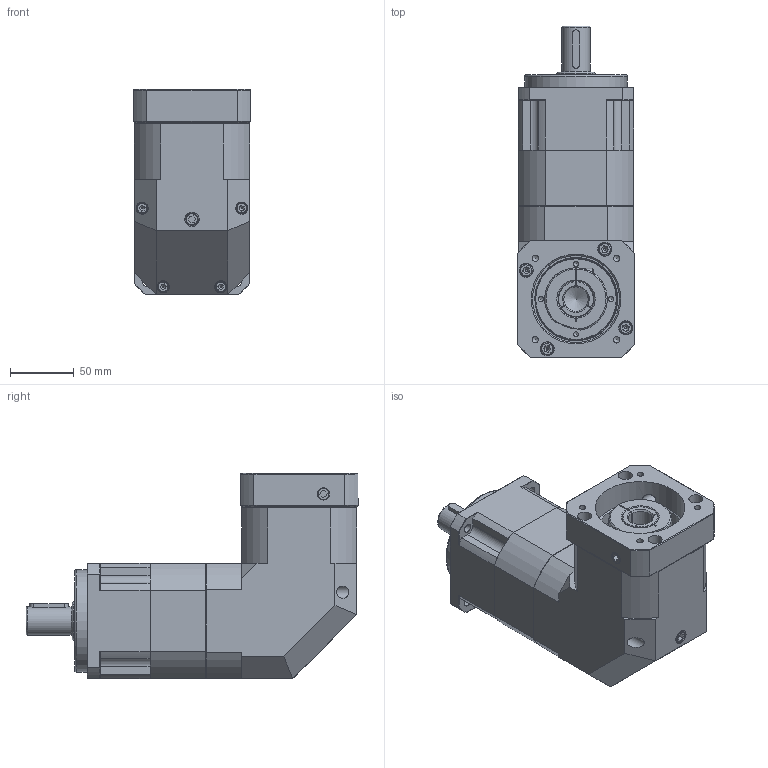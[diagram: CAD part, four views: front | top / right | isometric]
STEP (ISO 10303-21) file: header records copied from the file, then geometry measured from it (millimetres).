
FILE_DESCRIPTION((''),'2;1');
FILE_NAME('KSBL-90A-2.stp','2014-03-11T11:27:12',('young'),(''),'Autodesk Inventor 2012','Autodesk Inventor 2012','');
FILE_SCHEMA(('AUTOMOTIVE_DESIGN { 1 0 10303 214 1 1 1 1 }'));
Length unit declared in the file: millimetre
Products named in the file (1): KSBL-90A-2
Bounding box: 92 x 259.6 x 160.3 mm (x, y, z)
Volume: 1596282.4 mm3; surface area: 247106.8 mm2
Topology: 23 solids, 23 shells, 690 faces, 1657 edges, 1072 vertices
Faces by surface type: plane 384, cylinder 167, cone 101, torus 20, bspline 18
Full cylindrical faces by diameter (mm): 4 x4, 4.2 x4, 5 x12, 5.1 x1, 5.5 x8, 6 x9, 6.5 x1, 6.8 x9, 8 x1, 8.433 x2, 8.5 x4, 9.5 x7, 10 x5, 11 x4, 17 x1, 19 x1, 22 x1, 28.4 x1, 29.8 x2, 30 x2, 39 x1, 43 x1, 45 x3, 50 x2, 55 x2, 62 x1, 63.92 x18, 65 x2, 68 x1, 70 x1
Entity records: 25521 total; most frequent: CARTESIAN_POINT 10703, DIRECTION 2979, ORIENTED_EDGE 2824, EDGE_CURVE 1412, AXIS2_PLACEMENT_3D 1134, VERTEX_POINT 1026, EDGE_LOOP 964, VECTOR 711
